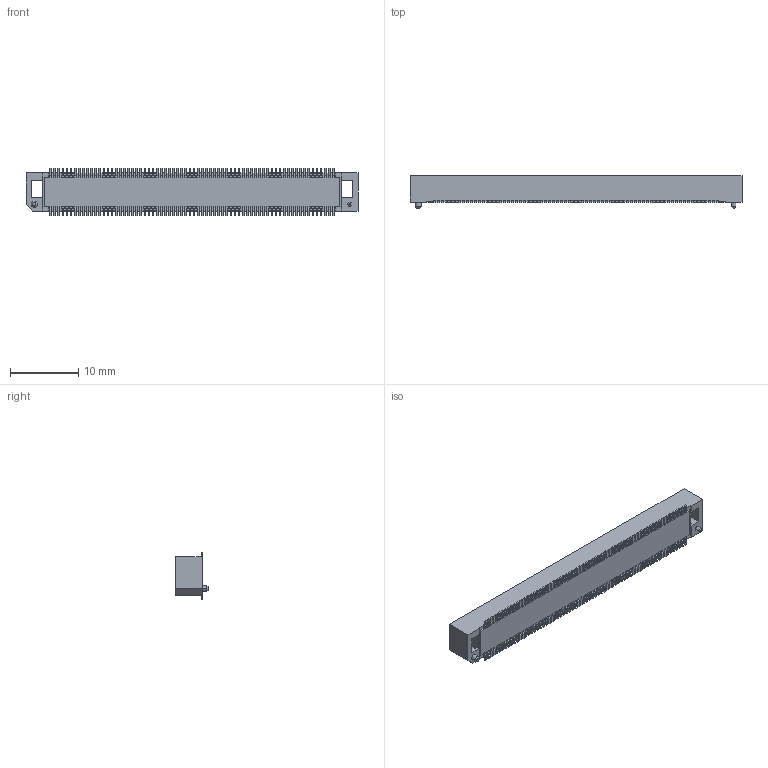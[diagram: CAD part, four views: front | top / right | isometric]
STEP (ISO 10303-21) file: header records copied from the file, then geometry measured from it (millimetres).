
FILE_DESCRIPTION(('OneSpaceDesigner STEP Export'),'2;1');
FILE_NAME('FX8C-140S-SV.stp','2007-03-20T18:31:16',(''),(''),'OneSpace Designer STEP processor (Jan. 2003) for AP214(CD)(Solid Model)','OneSpace Designer 12.00 10-Sep-2003 (C) CoCreate Software GmbH','');
FILE_SCHEMA(('AUTOMOTIVE_DESIGN_CC2 {1 2 10303 214 -1 1 5 1}'));
Length unit declared in the file: millimetre
Products named in the file (2): FX8C-140S-SV
Assembly tree (1 placements, depth 2):
  FX8C-140S-SV
    FX8C-140S-SV
Bounding box: 48.6 x 4.75 x 7 mm (x, y, z)
Volume: 786.2 mm3; surface area: 1833.1 mm2
Topology: 1 solids, 1 shells, 1754 faces, 5243 edges, 3490 vertices
Faces by surface type: plane 1746, cone 4, cylinder 4
Entity records: 66678 total; most frequent: ORIENTED_EDGE 10486, CARTESIAN_POINT 10475, DIRECTION 8743, EDGE_CURVE 5243, VECTOR 5227, LINE 5227, VERTEX_POINT 3490, AXIS2_PLACEMENT_3D 1758
